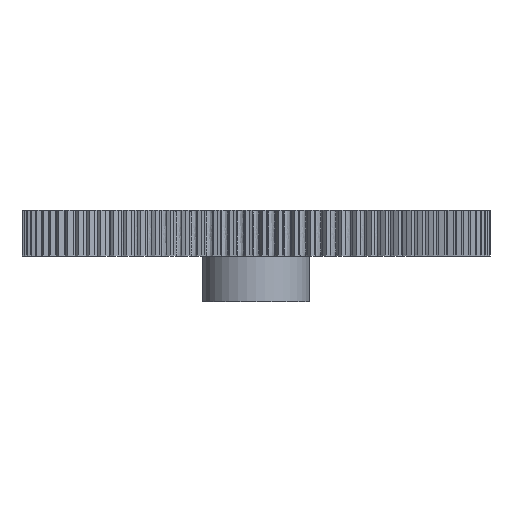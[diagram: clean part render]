
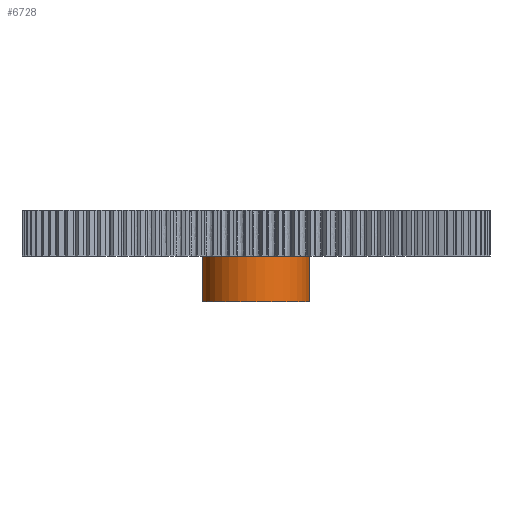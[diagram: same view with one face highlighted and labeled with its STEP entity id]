
A CAD part, front view. The second image highlights one B-rep face of the part: STEP entity #6728.
In plain terms, the highlighted cylindrical face has radius 10.5 mm (diameter 21 mm), a partial arc.
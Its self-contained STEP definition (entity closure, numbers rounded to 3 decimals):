
#964 = AXIS2_PLACEMENT_3D ( 'NONE', #986, #976, #975 ) ;
#967 = CIRCLE ( 'NONE', #964, 10.5 ) ;
#975 = DIRECTION ( 'NONE',  ( -1., 0., 0. ) ) ;
#976 = DIRECTION ( 'NONE',  ( 0., 0., -1. ) ) ;
#986 = CARTESIAN_POINT ( 'NONE',  ( 0., 0., -13.5 ) ) ;
#1159 = CARTESIAN_POINT ( 'NONE',  ( 0., 0., -13.5 ) ) ;
#1168 = CYLINDRICAL_SURFACE ( 'NONE', #1174, 10.5 ) ;
#1173 = DIRECTION ( 'NONE',  ( 0., 0., 1. ) ) ;
#1174 = AXIS2_PLACEMENT_3D ( 'NONE', #1159, #1173, #1258 ) ;
#1199 = FACE_OUTER_BOUND ( 'NONE', #6703, .T. ) ;
#1258 = DIRECTION ( 'NONE',  ( 1., 0., 0. ) ) ;
#2903 = CARTESIAN_POINT ( 'NONE',  ( -10.5, 0., -4.5 ) ) ;
#3671 = DIRECTION ( 'NONE',  ( 1., 0., 0. ) ) ;
#3672 = DIRECTION ( 'NONE',  ( 0., 0., -1. ) ) ;
#3673 = CARTESIAN_POINT ( 'NONE',  ( 0., 0., -4.5 ) ) ;
#3723 = AXIS2_PLACEMENT_3D ( 'NONE', #3673, #3672, #3671 ) ;
#3737 = CIRCLE ( 'NONE', #3723, 10.5 ) ;
#6645 = ORIENTED_EDGE ( 'NONE', *, *, #14957, .T. ) ;
#6648 = ORIENTED_EDGE ( 'NONE', *, *, #6652, .F. ) ;
#6652 = EDGE_CURVE ( 'NONE', #14931, #14930, #967, .T. ) ;
#6703 = EDGE_LOOP ( 'NONE', ( #6720, #6648, #6645, #6723 ) ) ;
#6720 = ORIENTED_EDGE ( 'NONE', *, *, #14914, .F. ) ;
#6723 = ORIENTED_EDGE ( 'NONE', *, *, #15949, .T. ) ;
#6728 = ADVANCED_FACE ( 'NONE', ( #1199 ), #1168, .T. ) ;
#7040 = CARTESIAN_POINT ( 'NONE',  ( 10.5, 0., -13.5 ) ) ;
#7049 = CARTESIAN_POINT ( 'NONE',  ( -10.5, 0., -13.5 ) ) ;
#7065 = LINE ( 'NONE', #7069, #7068 ) ;
#7067 = DIRECTION ( 'NONE',  ( 0., 0., 1. ) ) ;
#7068 = VECTOR ( 'NONE', #7067, 1000. ) ;
#7069 = CARTESIAN_POINT ( 'NONE',  ( 10.5, 0., -13.5 ) ) ;
#10416 = VECTOR ( 'NONE', #10452, 1000. ) ;
#10417 = CARTESIAN_POINT ( 'NONE',  ( -10.5, 0., -13.5 ) ) ;
#10418 = LINE ( 'NONE', #10417, #10416 ) ;
#10421 = CARTESIAN_POINT ( 'NONE',  ( 10.5, 0., -4.5 ) ) ;
#10452 = DIRECTION ( 'NONE',  ( 0., 0., 1. ) ) ;
#14904 = VERTEX_POINT ( 'NONE', #2903 ) ;
#14911 = VERTEX_POINT ( 'NONE', #10421 ) ;
#14914 = EDGE_CURVE ( 'NONE', #14930, #14904, #10418, .T. ) ;
#14930 = VERTEX_POINT ( 'NONE', #7049 ) ;
#14931 = VERTEX_POINT ( 'NONE', #7040 ) ;
#14957 = EDGE_CURVE ( 'NONE', #14931, #14911, #7065, .T. ) ;
#15949 = EDGE_CURVE ( 'NONE', #14911, #14904, #3737, .T. ) ;
